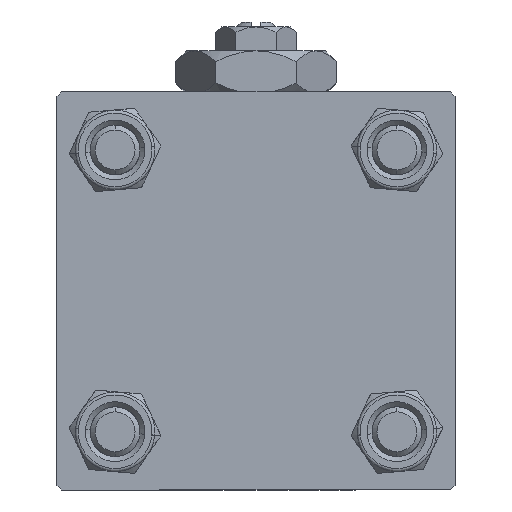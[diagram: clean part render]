
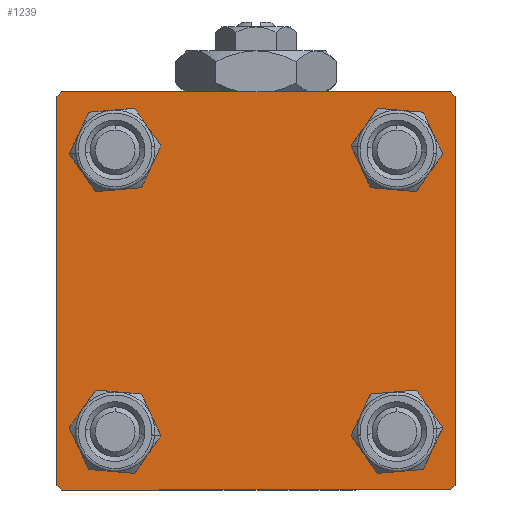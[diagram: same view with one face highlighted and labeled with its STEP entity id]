
A CAD part, left-side view. The second image highlights one B-rep face of the part: STEP entity #1239.
In plain terms, the highlighted planar face has unit normal (-1, 0, 0).
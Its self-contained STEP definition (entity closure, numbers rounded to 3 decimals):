
#64 = LINE ( 'NONE', #35839, #40411 ) ;
#486 = LINE ( 'NONE', #14116, #52857 ) ;
#519 = EDGE_CURVE ( 'NONE', #9566, #7630, #23506, .T. ) ;
#1239 = ADVANCED_FACE ( 'NONE', ( #10688, #37582, #55902, #49507, #54230 ), #5953, .T. ) ;
#1312 = EDGE_CURVE ( 'NONE', #48283, #45972, #56257, .T. ) ;
#1764 = CARTESIAN_POINT ( 'NONE',  ( 0., 19.5, 20. ) ) ;
#3220 = EDGE_LOOP ( 'NONE', ( #56250, #9432, #17584, #47694, #31797, #52745, #36046, #41668 ) ) ;
#3518 = CARTESIAN_POINT ( 'NONE',  ( 0., 14.15, -14.15 ) ) ;
#4054 = CARTESIAN_POINT ( 'NONE',  ( 0., 20., 20. ) ) ;
#4217 = CARTESIAN_POINT ( 'NONE',  ( 0., -20., 19.5 ) ) ;
#4875 = DIRECTION ( 'NONE',  ( 1., 0., 0. ) ) ;
#5312 = VERTEX_POINT ( 'NONE', #19593 ) ;
#5547 = DIRECTION ( 'NONE',  ( 0., 0., 1. ) ) ;
#5837 = ORIENTED_EDGE ( 'NONE', *, *, #26887, .T. ) ;
#5953 = PLANE ( 'NONE',  #13815 ) ;
#6242 = DIRECTION ( 'NONE',  ( 0., 0., 1. ) ) ;
#6277 = CARTESIAN_POINT ( 'NONE',  ( 0., 20., -19.5 ) ) ;
#7452 = EDGE_LOOP ( 'NONE', ( #55411, #48790 ) ) ;
#7630 = VERTEX_POINT ( 'NONE', #46228 ) ;
#7698 = VERTEX_POINT ( 'NONE', #38526 ) ;
#7767 = CARTESIAN_POINT ( 'NONE',  ( 0., 19.75, 19.75 ) ) ;
#7902 = DIRECTION ( 'NONE',  ( 1., 0., 0. ) ) ;
#8018 = EDGE_CURVE ( 'NONE', #7630, #32093, #43179, .T. ) ;
#8068 = EDGE_LOOP ( 'NONE', ( #12001, #5837 ) ) ;
#8451 = DIRECTION ( 'NONE',  ( 0., 0., 1. ) ) ;
#9343 = VERTEX_POINT ( 'NONE', #50764 ) ;
#9412 = EDGE_CURVE ( 'NONE', #20576, #23474, #52527, .T. ) ;
#9432 = ORIENTED_EDGE ( 'NONE', *, *, #519, .T. ) ;
#9535 = VECTOR ( 'NONE', #32674, 1000. ) ;
#9566 = VERTEX_POINT ( 'NONE', #6277 ) ;
#9851 = EDGE_LOOP ( 'NONE', ( #55027, #37704 ) ) ;
#10194 = CIRCLE ( 'NONE', #30960, 3. ) ;
#10688 = FACE_BOUND ( 'NONE', #9851, .T. ) ;
#11542 = VERTEX_POINT ( 'NONE', #4217 ) ;
#11545 = EDGE_CURVE ( 'NONE', #11542, #32051, #64, .T. ) ;
#11813 = DIRECTION ( 'NONE',  ( 1., 0., 0. ) ) ;
#12001 = ORIENTED_EDGE ( 'NONE', *, *, #51376, .T. ) ;
#12759 = CARTESIAN_POINT ( 'NONE',  ( 0., -19.5, 20. ) ) ;
#13071 = EDGE_CURVE ( 'NONE', #37608, #5312, #51743, .T. ) ;
#13815 = AXIS2_PLACEMENT_3D ( 'NONE', #22903, #15136, #6242 ) ;
#14063 = LINE ( 'NONE', #50092, #47307 ) ;
#14116 = CARTESIAN_POINT ( 'NONE',  ( 0., -19.75, 19.75 ) ) ;
#14375 = DIRECTION ( 'NONE',  ( 0., -0.707, -0.707 ) ) ;
#14401 = CARTESIAN_POINT ( 'NONE',  ( 0., -14.15, -14.15 ) ) ;
#14421 = CARTESIAN_POINT ( 'NONE',  ( 0., 14.15, 14.15 ) ) ;
#14550 = VECTOR ( 'NONE', #20477, 1000. ) ;
#15136 = DIRECTION ( 'NONE',  ( -1., 0., 0. ) ) ;
#15914 = AXIS2_PLACEMENT_3D ( 'NONE', #14421, #27690, #27973 ) ;
#15926 = CARTESIAN_POINT ( 'NONE',  ( 0., -19.5, -20. ) ) ;
#16665 = AXIS2_PLACEMENT_3D ( 'NONE', #49791, #4875, #25736 ) ;
#16778 = DIRECTION ( 'NONE',  ( 0., -1., 0. ) ) ;
#17584 = ORIENTED_EDGE ( 'NONE', *, *, #8018, .T. ) ;
#17864 = CARTESIAN_POINT ( 'NONE',  ( 0., -14.15, -17.15 ) ) ;
#18577 = DIRECTION ( 'NONE',  ( 1., 0., 0. ) ) ;
#19593 = CARTESIAN_POINT ( 'NONE',  ( 0., 14.15, 17.15 ) ) ;
#20347 = CARTESIAN_POINT ( 'NONE',  ( 0., -20., -19.5 ) ) ;
#20477 = DIRECTION ( 'NONE',  ( 0., 0.707, -0.707 ) ) ;
#20576 = VERTEX_POINT ( 'NONE', #1764 ) ;
#20882 = DIRECTION ( 'NONE',  ( 1., 0., 0. ) ) ;
#21592 = DIRECTION ( 'NONE',  ( 1., 0., 0. ) ) ;
#21677 = EDGE_CURVE ( 'NONE', #28016, #44751, #27022, .T. ) ;
#22903 = CARTESIAN_POINT ( 'NONE',  ( 0., 0., 0. ) ) ;
#23474 = VERTEX_POINT ( 'NONE', #12759 ) ;
#23506 = LINE ( 'NONE', #36524, #35487 ) ;
#23895 = DIRECTION ( 'NONE',  ( 0., 0., 1. ) ) ;
#25736 = DIRECTION ( 'NONE',  ( 0., 0., 1. ) ) ;
#26887 = EDGE_CURVE ( 'NONE', #9343, #56494, #10194, .T. ) ;
#26959 = CARTESIAN_POINT ( 'NONE',  ( 0., 14.15, -11.15 ) ) ;
#27022 = CIRCLE ( 'NONE', #36480, 3. ) ;
#27646 = LINE ( 'NONE', #54267, #9535 ) ;
#27690 = DIRECTION ( 'NONE',  ( 1., 0., 0. ) ) ;
#27973 = DIRECTION ( 'NONE',  ( 0., 0., 1. ) ) ;
#28016 = VERTEX_POINT ( 'NONE', #39483 ) ;
#29926 = CARTESIAN_POINT ( 'NONE',  ( 0., -14.15, 11.15 ) ) ;
#29982 = VECTOR ( 'NONE', #16778, 1000. ) ;
#30878 = VECTOR ( 'NONE', #47911, 1000. ) ;
#30939 = CARTESIAN_POINT ( 'NONE',  ( 0., -14.15, 14.15 ) ) ;
#30960 = AXIS2_PLACEMENT_3D ( 'NONE', #56628, #20882, #8451 ) ;
#31797 = ORIENTED_EDGE ( 'NONE', *, *, #11545, .F. ) ;
#32051 = VERTEX_POINT ( 'NONE', #20347 ) ;
#32092 = EDGE_CURVE ( 'NONE', #5312, #37608, #53790, .T. ) ;
#32093 = VERTEX_POINT ( 'NONE', #15926 ) ;
#32165 = EDGE_CURVE ( 'NONE', #11542, #23474, #486, .T. ) ;
#32385 = AXIS2_PLACEMENT_3D ( 'NONE', #14401, #21592, #39905 ) ;
#32674 = DIRECTION ( 'NONE',  ( 0., 0., -1. ) ) ;
#32746 = CARTESIAN_POINT ( 'NONE',  ( 0., -14.15, 14.15 ) ) ;
#33687 = EDGE_CURVE ( 'NONE', #7698, #9566, #27646, .T. ) ;
#34074 = EDGE_LOOP ( 'NONE', ( #44649, #57622 ) ) ;
#35487 = VECTOR ( 'NONE', #14375, 1000. ) ;
#35839 = CARTESIAN_POINT ( 'NONE',  ( 0., -20., 20. ) ) ;
#35957 = DIRECTION ( 'NONE',  ( 0., 0., 1. ) ) ;
#36046 = ORIENTED_EDGE ( 'NONE', *, *, #9412, .F. ) ;
#36480 = AXIS2_PLACEMENT_3D ( 'NONE', #30939, #7902, #35957 ) ;
#36524 = CARTESIAN_POINT ( 'NONE',  ( 0., 19.75, -19.75 ) ) ;
#37582 = FACE_BOUND ( 'NONE', #7452, .T. ) ;
#37608 = VERTEX_POINT ( 'NONE', #56837 ) ;
#37704 = ORIENTED_EDGE ( 'NONE', *, *, #58112, .T. ) ;
#37793 = AXIS2_PLACEMENT_3D ( 'NONE', #32746, #18577, #5547 ) ;
#38372 = CARTESIAN_POINT ( 'NONE',  ( 0., 14.15, 14.15 ) ) ;
#38526 = CARTESIAN_POINT ( 'NONE',  ( 0., 20., 19.5 ) ) ;
#38798 = LINE ( 'NONE', #7767, #14550 ) ;
#39039 = AXIS2_PLACEMENT_3D ( 'NONE', #3518, #11813, #53463 ) ;
#39483 = CARTESIAN_POINT ( 'NONE',  ( 0., -14.15, 17.15 ) ) ;
#39905 = DIRECTION ( 'NONE',  ( 0., 0., 1. ) ) ;
#40411 = VECTOR ( 'NONE', #53870, 1000. ) ;
#41225 = EDGE_CURVE ( 'NONE', #32093, #32051, #14063, .T. ) ;
#41668 = ORIENTED_EDGE ( 'NONE', *, *, #53322, .T. ) ;
#41788 = CIRCLE ( 'NONE', #32385, 3. ) ;
#42606 = CARTESIAN_POINT ( 'NONE',  ( 0., 20., -20. ) ) ;
#43179 = LINE ( 'NONE', #42606, #30878 ) ;
#43886 = CIRCLE ( 'NONE', #39039, 3. ) ;
#44649 = ORIENTED_EDGE ( 'NONE', *, *, #32092, .T. ) ;
#44751 = VERTEX_POINT ( 'NONE', #29926 ) ;
#45076 = EDGE_CURVE ( 'NONE', #45972, #48283, #41788, .T. ) ;
#45116 = DIRECTION ( 'NONE',  ( 0., 0.707, 0.707 ) ) ;
#45646 = DIRECTION ( 'NONE',  ( 0., -0.707, 0.707 ) ) ;
#45972 = VERTEX_POINT ( 'NONE', #17864 ) ;
#46228 = CARTESIAN_POINT ( 'NONE',  ( 0., 19.5, -20. ) ) ;
#46357 = DIRECTION ( 'NONE',  ( 1., 0., 0. ) ) ;
#47307 = VECTOR ( 'NONE', #45646, 1000. ) ;
#47694 = ORIENTED_EDGE ( 'NONE', *, *, #41225, .T. ) ;
#47911 = DIRECTION ( 'NONE',  ( 0., -1., 0. ) ) ;
#48283 = VERTEX_POINT ( 'NONE', #48477 ) ;
#48477 = CARTESIAN_POINT ( 'NONE',  ( 0., -14.15, -11.15 ) ) ;
#48790 = ORIENTED_EDGE ( 'NONE', *, *, #45076, .T. ) ;
#49507 = FACE_BOUND ( 'NONE', #34074, .T. ) ;
#49791 = CARTESIAN_POINT ( 'NONE',  ( 0., -14.15, -14.15 ) ) ;
#50092 = CARTESIAN_POINT ( 'NONE',  ( 0., -19.75, -19.75 ) ) ;
#50764 = CARTESIAN_POINT ( 'NONE',  ( 0., 14.15, -17.15 ) ) ;
#50945 = AXIS2_PLACEMENT_3D ( 'NONE', #38372, #46357, #23895 ) ;
#51376 = EDGE_CURVE ( 'NONE', #56494, #9343, #43886, .T. ) ;
#51743 = CIRCLE ( 'NONE', #15914, 3. ) ;
#52527 = LINE ( 'NONE', #4054, #29982 ) ;
#52745 = ORIENTED_EDGE ( 'NONE', *, *, #32165, .T. ) ;
#52857 = VECTOR ( 'NONE', #45116, 1000. ) ;
#53322 = EDGE_CURVE ( 'NONE', #20576, #7698, #38798, .T. ) ;
#53463 = DIRECTION ( 'NONE',  ( 0., 0., 1. ) ) ;
#53790 = CIRCLE ( 'NONE', #50945, 3. ) ;
#53870 = DIRECTION ( 'NONE',  ( 0., 0., -1. ) ) ;
#54230 = FACE_OUTER_BOUND ( 'NONE', #3220, .T. ) ;
#54267 = CARTESIAN_POINT ( 'NONE',  ( 0., 20., 20. ) ) ;
#55027 = ORIENTED_EDGE ( 'NONE', *, *, #21677, .T. ) ;
#55411 = ORIENTED_EDGE ( 'NONE', *, *, #1312, .T. ) ;
#55902 = FACE_BOUND ( 'NONE', #8068, .T. ) ;
#56250 = ORIENTED_EDGE ( 'NONE', *, *, #33687, .T. ) ;
#56257 = CIRCLE ( 'NONE', #16665, 3. ) ;
#56494 = VERTEX_POINT ( 'NONE', #26959 ) ;
#56628 = CARTESIAN_POINT ( 'NONE',  ( 0., 14.15, -14.15 ) ) ;
#56837 = CARTESIAN_POINT ( 'NONE',  ( 0., 14.15, 11.15 ) ) ;
#57622 = ORIENTED_EDGE ( 'NONE', *, *, #13071, .T. ) ;
#57627 = CIRCLE ( 'NONE', #37793, 3. ) ;
#58112 = EDGE_CURVE ( 'NONE', #44751, #28016, #57627, .T. ) ;
